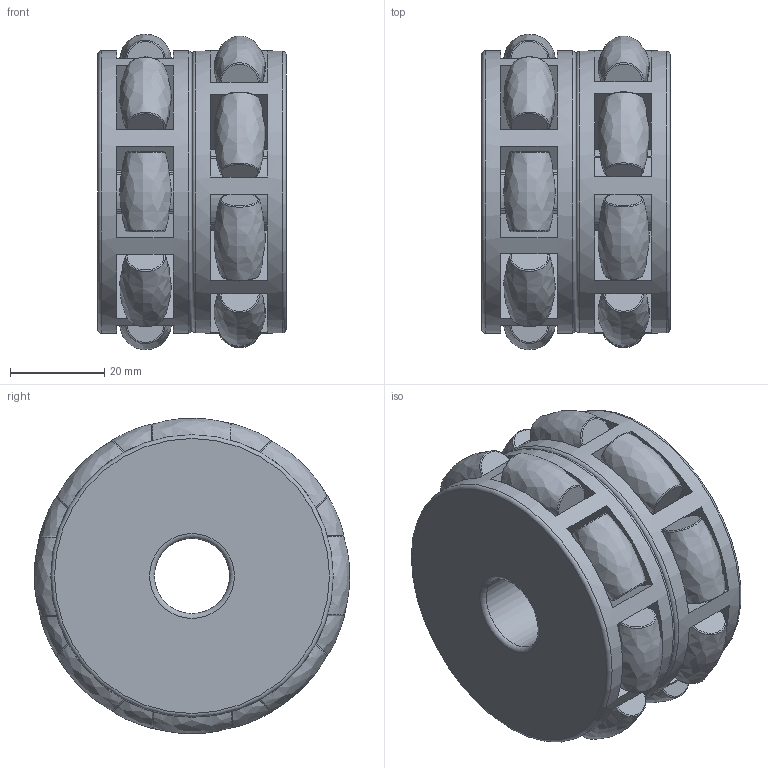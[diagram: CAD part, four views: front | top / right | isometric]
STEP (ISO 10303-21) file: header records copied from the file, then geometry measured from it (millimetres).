
FILE_DESCRIPTION(('FreeCAD Model'),'2;1');
FILE_NAME('Open CASCADE Shape Model','2025-11-28T00:43:07',('Author'),( ''),'Open CASCADE STEP processor 7.8','FreeCAD','Unknown');
FILE_SCHEMA(('AUTOMOTIVE_DESIGN { 1 0 10303 214 1 1 1 1 }'));
Length unit declared in the file: millimetre
Products named in the file (3): Roda_Omni60; Roda-Omni60_1_001; Roda-Omni60_1_002
Assembly tree (2 placements, depth 2):
  Roda_Omni60
    Roda-Omni60_1_001
    Roda-Omni60_1_002
Bounding box: 40 x 67.01 x 67.01 mm (x, y, z)
Volume: 72937.5 mm3; surface area: 43686.3 mm2
Topology: 18 solids, 18 shells, 224 faces, 450 edges, 244 vertices
Faces by surface type: plane 132, cylinder 36, bspline 32, revolution 16, torus 8
Full cylindrical faces by diameter (mm): 16 x2, 60 x2
Entity records: 9749 total; most frequent: CARTESIAN_POINT 3305, DIRECTION 900, ORIENTED_EDGE 900, EDGE_CURVE 450, AXIS2_PLACEMENT_3D 335, VERTEX_POINT 244, FACE_BOUND 242, EDGE_LOOP 242
